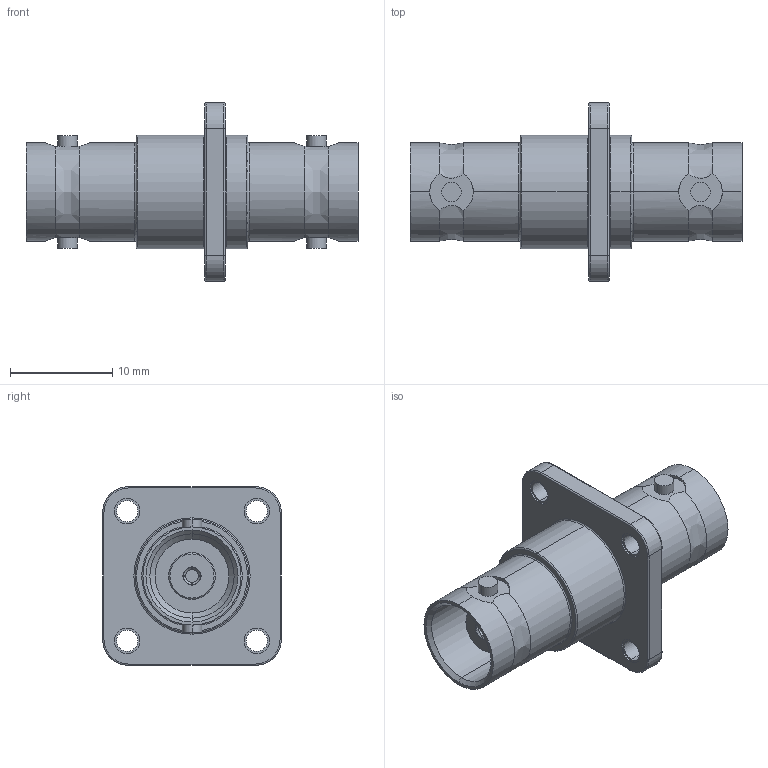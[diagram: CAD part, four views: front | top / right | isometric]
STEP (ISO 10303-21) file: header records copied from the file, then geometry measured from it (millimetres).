
FILE_DESCRIPTION (( 'STEP AP203' ), '1' );
FILE_NAME ('SM3413.step', '2018-09-06T21:20:17', ( '' ), ( '' ), 'SwSTEP 2.0', 'SolidWorks 2017', '' );
FILE_SCHEMA (( 'CONFIG_CONTROL_DESIGN' ));
Length unit declared in the file: inch
Products named in the file (1): SM3413
Bounding box: 32.51 x 17.5 x 17.5 mm (x, y, z)
Volume: 2156.5 mm3; surface area: 2653.7 mm2
Topology: 3 solids, 3 shells, 198 faces, 472 edges, 300 vertices
Faces by surface type: cylinder 88, plane 66, cone 20, torus 20, bspline 4
Entity records: 6135 total; most frequent: CARTESIAN_POINT 1311, DIRECTION 1070, ORIENTED_EDGE 944, EDGE_CURVE 472, AXIS2_PLACEMENT_3D 443, VERTEX_POINT 300, CIRCLE 248, EDGE_LOOP 230
